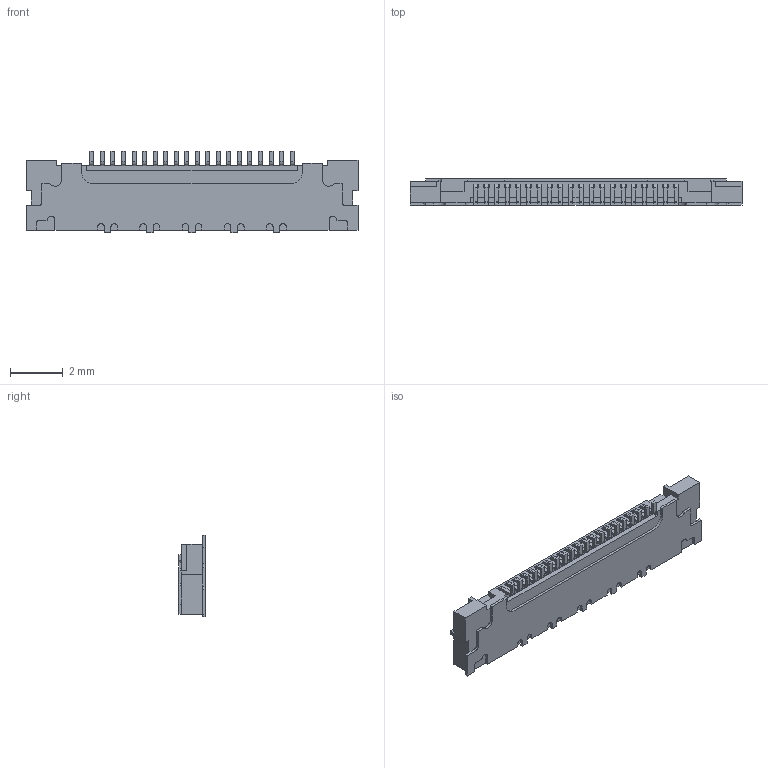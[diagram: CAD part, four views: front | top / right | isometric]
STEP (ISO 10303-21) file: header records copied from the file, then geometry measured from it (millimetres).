
FILE_DESCRIPTION (( 'STEP AP203' ), '1' );
FILE_NAME ('connector smd usl00-20l_p0-4_l12-6_w2-75.step_Default_sldprt.STEP', '2025-04-23T09:07:53', ( '' ), ( '' ), 'SwSTEP 2.0', 'SolidWorks 2024', '' );
FILE_SCHEMA (( 'CONFIG_CONTROL_DESIGN' ));
Length unit declared in the file: millimetre
Products named in the file (1): connector smd usl00-20l_p0-4_l12-6_w2-75.step_Default_sldprt
Bounding box: 12.6 x 1 x 3.1 mm (x, y, z)
Volume: 18.3 mm3; surface area: 183.5 mm2
Topology: 1 solids, 1 shells, 667 faces, 2062 edges, 1340 vertices
Faces by surface type: plane 483, cylinder 184
Entity records: 22949 total; most frequent: ORIENTED_EDGE 4124, CARTESIAN_POINT 4070, DIRECTION 3766, EDGE_CURVE 2062, VECTOR 1694, LINE 1694, VERTEX_POINT 1340, AXIS2_PLACEMENT_3D 1036
